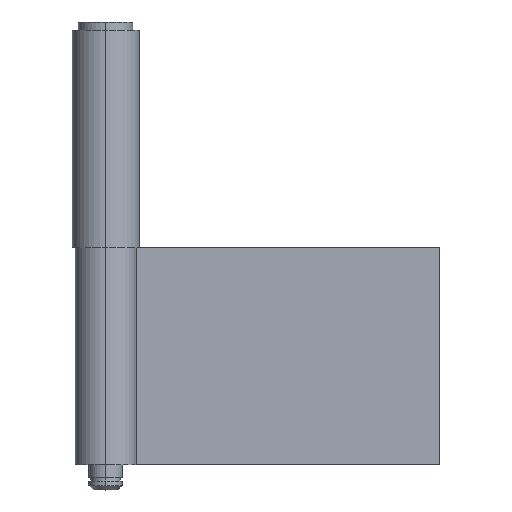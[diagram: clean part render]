
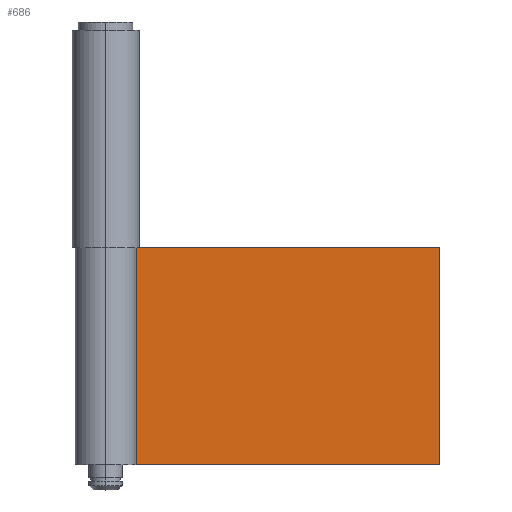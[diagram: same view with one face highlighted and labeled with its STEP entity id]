
A CAD part, top view. The second image highlights one B-rep face of the part: STEP entity #686.
In plain terms, the highlighted planar face has unit normal (0, 0, 1).
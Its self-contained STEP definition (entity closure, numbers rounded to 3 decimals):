
#4 = ORIENTED_EDGE ( 'NONE', *, *, #145, .T. ) ;
#46 = EDGE_CURVE ( 'NONE', #842, #1069, #124, .T. ) ;
#92 = VECTOR ( 'NONE', #103, 1000. ) ;
#103 = DIRECTION ( 'NONE',  ( 1., 0., 0. ) ) ;
#113 = AXIS2_PLACEMENT_3D ( 'NONE', #1131, #122, #1004 ) ;
#122 = DIRECTION ( 'NONE',  ( 0., 0., -1. ) ) ;
#124 = LINE ( 'NONE', #506, #155 ) ;
#137 = ORIENTED_EDGE ( 'NONE', *, *, #1089, .T. ) ;
#145 = EDGE_CURVE ( 'NONE', #1268, #389, #774, .T. ) ;
#155 = VECTOR ( 'NONE', #326, 1000. ) ;
#161 = CARTESIAN_POINT ( 'NONE',  ( 80., 0., 0. ) ) ;
#189 = CARTESIAN_POINT ( 'NONE',  ( 7.3, 52., 0. ) ) ;
#296 = LINE ( 'NONE', #189, #465 ) ;
#323 = EDGE_LOOP ( 'NONE', ( #4, #838, #1130, #137 ) ) ;
#326 = DIRECTION ( 'NONE',  ( 1., 0., 0. ) ) ;
#389 = VERTEX_POINT ( 'NONE', #161 ) ;
#393 = DIRECTION ( 'NONE',  ( 0., -1., 0. ) ) ;
#465 = VECTOR ( 'NONE', #580, 1000. ) ;
#506 = CARTESIAN_POINT ( 'NONE',  ( 80., 52., 0. ) ) ;
#574 = LINE ( 'NONE', #879, #995 ) ;
#580 = DIRECTION ( 'NONE',  ( 0., -1., 0. ) ) ;
#681 = CARTESIAN_POINT ( 'NONE',  ( 80., 0., 0. ) ) ;
#686 = ADVANCED_FACE ( 'NONE', ( #925 ), #730, .F. ) ;
#730 = PLANE ( 'NONE',  #113 ) ;
#774 = LINE ( 'NONE', #681, #92 ) ;
#838 = ORIENTED_EDGE ( 'NONE', *, *, #1006, .F. ) ;
#842 = VERTEX_POINT ( 'NONE', #1051 ) ;
#879 = CARTESIAN_POINT ( 'NONE',  ( 80., 52., 0. ) ) ;
#925 = FACE_OUTER_BOUND ( 'NONE', #323, .T. ) ;
#995 = VECTOR ( 'NONE', #393, 1000. ) ;
#1004 = DIRECTION ( 'NONE',  ( -1., 0., 0. ) ) ;
#1006 = EDGE_CURVE ( 'NONE', #1069, #389, #574, .T. ) ;
#1031 = CARTESIAN_POINT ( 'NONE',  ( 7.3, 0., 0. ) ) ;
#1051 = CARTESIAN_POINT ( 'NONE',  ( 7.3, 52., 0. ) ) ;
#1069 = VERTEX_POINT ( 'NONE', #1085 ) ;
#1085 = CARTESIAN_POINT ( 'NONE',  ( 80., 52., 0. ) ) ;
#1089 = EDGE_CURVE ( 'NONE', #842, #1268, #296, .T. ) ;
#1130 = ORIENTED_EDGE ( 'NONE', *, *, #46, .F. ) ;
#1131 = CARTESIAN_POINT ( 'NONE',  ( 80., 52., 0. ) ) ;
#1268 = VERTEX_POINT ( 'NONE', #1031 ) ;
